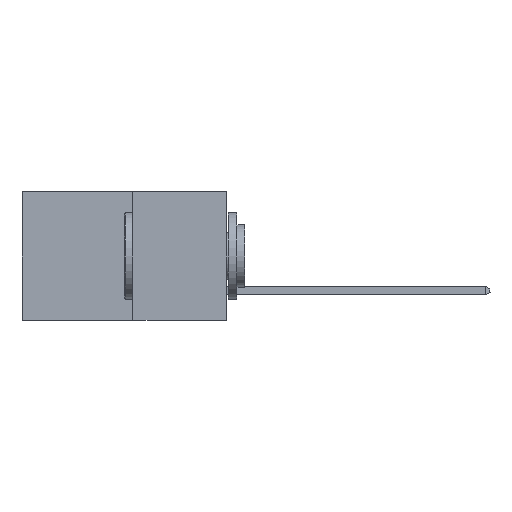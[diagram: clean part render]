
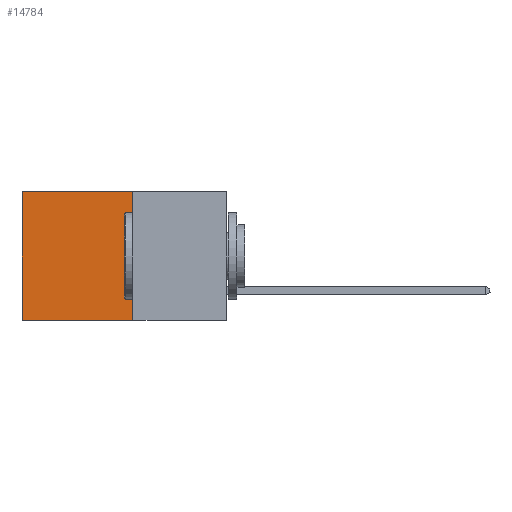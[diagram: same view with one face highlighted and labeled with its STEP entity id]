
A CAD part, left-side view. The second image highlights one B-rep face of the part: STEP entity #14784.
In plain terms, the highlighted planar face has unit normal (-1, 0, 0).
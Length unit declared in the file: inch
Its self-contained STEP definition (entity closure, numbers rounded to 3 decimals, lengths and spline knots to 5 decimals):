
#218 = PLANE ( 'NONE',  #18090 ) ;
#1164 = VERTEX_POINT ( 'NONE', #15207 ) ;
#1406 = VERTEX_POINT ( 'NONE', #6603 ) ;
#2076 = CARTESIAN_POINT ( 'NONE',  ( 0.277, 0.59, -0.37 ) ) ;
#2183 = DIRECTION ( 'NONE',  ( 1., 0., 0. ) ) ;
#2779 = LINE ( 'NONE', #18204, #7313 ) ;
#3990 = EDGE_LOOP ( 'NONE', ( #5968, #18519, #23411, #4946 ) ) ;
#4007 = DIRECTION ( 'NONE',  ( 0., 0., -1. ) ) ;
#4946 = ORIENTED_EDGE ( 'NONE', *, *, #15049, .T. ) ;
#5162 = CARTESIAN_POINT ( 'NONE',  ( 0.277, 0.27, -0.37 ) ) ;
#5312 = VERTEX_POINT ( 'NONE', #10739 ) ;
#5322 = DIRECTION ( 'NONE',  ( 0., 1., 0. ) ) ;
#5968 = ORIENTED_EDGE ( 'NONE', *, *, #20428, .T. ) ;
#6603 = CARTESIAN_POINT ( 'NONE',  ( 0.277, 0.27, 0. ) ) ;
#7313 = VECTOR ( 'NONE', #10696, 39.37008 ) ;
#7463 = VECTOR ( 'NONE', #5322, 39.37008 ) ;
#9448 = FACE_OUTER_BOUND ( 'NONE', #3990, .T. ) ;
#10696 = DIRECTION ( 'NONE',  ( 0., 1., 0. ) ) ;
#10739 = CARTESIAN_POINT ( 'NONE',  ( 0.277, 0.59, 0. ) ) ;
#11071 = CARTESIAN_POINT ( 'NONE',  ( 0.277, 0.27, -0.37 ) ) ;
#13573 = VECTOR ( 'NONE', #22301, 39.37008 ) ;
#13712 = CARTESIAN_POINT ( 'NONE',  ( 0.277, 0.27, -0.37 ) ) ;
#14166 = LINE ( 'NONE', #5162, #13573 ) ;
#14784 = ADVANCED_FACE ( 'NONE', ( #9448 ), #218, .F. ) ;
#14999 = LINE ( 'NONE', #2076, #18861 ) ;
#15049 = EDGE_CURVE ( 'NONE', #1406, #5312, #2779, .T. ) ;
#15207 = CARTESIAN_POINT ( 'NONE',  ( 0.277, 0.27, -0.37 ) ) ;
#15618 = DIRECTION ( 'NONE',  ( 0., 0., -1. ) ) ;
#15877 = EDGE_CURVE ( 'NONE', #1406, #1164, #14166, .T. ) ;
#17937 = VERTEX_POINT ( 'NONE', #22790 ) ;
#18090 = AXIS2_PLACEMENT_3D ( 'NONE', #13712, #2183, #15618 ) ;
#18204 = CARTESIAN_POINT ( 'NONE',  ( 0.277, 0.27, 0. ) ) ;
#18249 = LINE ( 'NONE', #11071, #7463 ) ;
#18519 = ORIENTED_EDGE ( 'NONE', *, *, #20931, .F. ) ;
#18861 = VECTOR ( 'NONE', #4007, 39.37008 ) ;
#20428 = EDGE_CURVE ( 'NONE', #5312, #17937, #14999, .T. ) ;
#20931 = EDGE_CURVE ( 'NONE', #1164, #17937, #18249, .T. ) ;
#22301 = DIRECTION ( 'NONE',  ( 0., 0., -1. ) ) ;
#22790 = CARTESIAN_POINT ( 'NONE',  ( 0.277, 0.59, -0.37 ) ) ;
#23411 = ORIENTED_EDGE ( 'NONE', *, *, #15877, .F. ) ;
